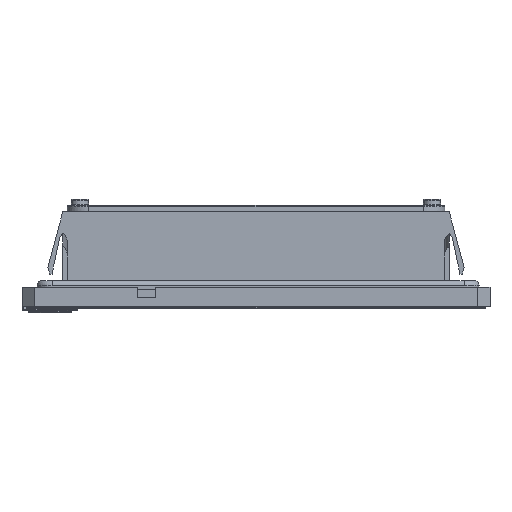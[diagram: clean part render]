
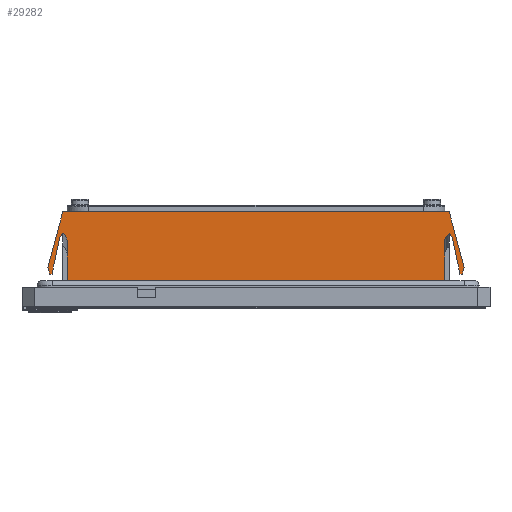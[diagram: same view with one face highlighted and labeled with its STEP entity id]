
A CAD part, left-side view. The second image highlights one B-rep face of the part: STEP entity #29282.
In plain terms, the highlighted planar face has unit normal (-1, 0, 0).
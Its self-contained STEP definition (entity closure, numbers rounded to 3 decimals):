
#611=ELLIPSE('',#31664,2.035,2.);
#614=ELLIPSE('',#31672,2.035,2.);
#1896=PLANE('',#31726);
#3165=FACE_OUTER_BOUND('',#5099,.T.);
#5099=EDGE_LOOP('',(#23410,#23411,#23412,#23413,#23414,#23415,#23416,#23417,
#23418,#23419,#23420,#23421,#23422,#23423,#23424,#23425));
#7030=LINE('',#58262,#8951);
#7046=LINE('',#58303,#8967);
#7056=LINE('',#58336,#8977);
#7062=LINE('',#58347,#8983);
#7063=LINE('',#58350,#8984);
#7066=LINE('',#58355,#8987);
#7069=LINE('',#58362,#8990);
#7073=LINE('',#58370,#8994);
#7076=LINE('',#58376,#8997);
#7079=LINE('',#58381,#9000);
#7126=LINE('',#58490,#9047);
#7136=LINE('',#58511,#9057);
#8951=VECTOR('',#38025,10.);
#8967=VECTOR('',#38067,10.);
#8977=VECTOR('',#38099,10.);
#8983=VECTOR('',#38107,10.);
#8984=VECTOR('',#38110,10.);
#8987=VECTOR('',#38115,10.);
#8990=VECTOR('',#38122,10.);
#8994=VECTOR('',#38128,10.);
#8997=VECTOR('',#38133,10.);
#9000=VECTOR('',#38138,10.);
#9047=VECTOR('',#38249,10.);
#9057=VECTOR('',#38277,10.);
#10600=CIRCLE('',#31669,2.);
#10601=CIRCLE('',#31675,2.);
#13073=VERTEX_POINT('',#58239);
#13084=VERTEX_POINT('',#58260);
#13093=VERTEX_POINT('',#58294);
#13094=VERTEX_POINT('',#58295);
#13099=VERTEX_POINT('',#58309);
#13102=VERTEX_POINT('',#58317);
#13103=VERTEX_POINT('',#58319);
#13104=VERTEX_POINT('',#58326);
#13107=VERTEX_POINT('',#58334);
#13108=VERTEX_POINT('',#58335);
#13112=VERTEX_POINT('',#58345);
#13113=VERTEX_POINT('',#58349);
#13115=VERTEX_POINT('',#58360);
#13116=VERTEX_POINT('',#58361);
#13119=VERTEX_POINT('',#58369);
#13121=VERTEX_POINT('',#58375);
#16593=EDGE_CURVE('',#13073,#13084,#7030,.T.);
#16609=EDGE_CURVE('',#13093,#13094,#611,.T.);
#16613=EDGE_CURVE('',#13084,#13094,#7046,.T.);
#16617=EDGE_CURVE('',#13093,#13099,#10600,.F.);
#16621=EDGE_CURVE('',#13103,#13102,#614,.F.);
#16625=EDGE_CURVE('',#13104,#13103,#10601,.F.);
#16629=EDGE_CURVE('',#13107,#13108,#7056,.T.);
#16635=EDGE_CURVE('',#13099,#13112,#7062,.T.);
#16636=EDGE_CURVE('',#13112,#13113,#7063,.T.);
#16639=EDGE_CURVE('',#13113,#13107,#7066,.T.);
#16642=EDGE_CURVE('',#13115,#13116,#7069,.T.);
#16646=EDGE_CURVE('',#13116,#13119,#7073,.T.);
#16649=EDGE_CURVE('',#13119,#13121,#7076,.T.);
#16652=EDGE_CURVE('',#13121,#13104,#7079,.T.);
#16707=EDGE_CURVE('',#13102,#13073,#7126,.T.);
#16717=EDGE_CURVE('',#13115,#13108,#7136,.T.);
#23410=ORIENTED_EDGE('',*,*,#16707,.T.);
#23411=ORIENTED_EDGE('',*,*,#16593,.T.);
#23412=ORIENTED_EDGE('',*,*,#16613,.T.);
#23413=ORIENTED_EDGE('',*,*,#16609,.F.);
#23414=ORIENTED_EDGE('',*,*,#16617,.T.);
#23415=ORIENTED_EDGE('',*,*,#16635,.T.);
#23416=ORIENTED_EDGE('',*,*,#16636,.T.);
#23417=ORIENTED_EDGE('',*,*,#16639,.T.);
#23418=ORIENTED_EDGE('',*,*,#16629,.T.);
#23419=ORIENTED_EDGE('',*,*,#16717,.F.);
#23420=ORIENTED_EDGE('',*,*,#16642,.T.);
#23421=ORIENTED_EDGE('',*,*,#16646,.T.);
#23422=ORIENTED_EDGE('',*,*,#16649,.T.);
#23423=ORIENTED_EDGE('',*,*,#16652,.T.);
#23424=ORIENTED_EDGE('',*,*,#16625,.T.);
#23425=ORIENTED_EDGE('',*,*,#16621,.T.);
#29282=ADVANCED_FACE('',(#3165),#1896,.T.);
#31664=AXIS2_PLACEMENT_3D('',#58296,#38059,#38060);
#31669=AXIS2_PLACEMENT_3D('',#58311,#38074,#38075);
#31672=AXIS2_PLACEMENT_3D('',#58320,#38082,#38083);
#31675=AXIS2_PLACEMENT_3D('',#58327,#38091,#38092);
#31726=AXIS2_PLACEMENT_3D('',#58510,#38275,#38276);
#38025=DIRECTION('',(0.,-1.,0.));
#38059=DIRECTION('center_axis',(-1.,0.,0.));
#38060=DIRECTION('ref_axis',(0.,0.,
1.));
#38067=DIRECTION('',(0.,0.,1.));
#38074=DIRECTION('center_axis',(-1.,0.,0.));
#38075=DIRECTION('ref_axis',(0.,-0.604,0.797));
#38082=DIRECTION('center_axis',(-1.,0.,0.));
#38083=DIRECTION('ref_axis',(0.,0.,
1.));
#38091=DIRECTION('center_axis',(-1.,0.,0.));
#38092=DIRECTION('ref_axis',(0.,0.604,0.797));
#38099=DIRECTION('',(0.,0.26,0.966));
#38107=DIRECTION('',(0.,-0.206,-0.979));
#38110=DIRECTION('',(0.,-1.,0.));
#38115=DIRECTION('',(0.,-0.316,0.949));
#38122=DIRECTION('',(0.,0.26,-0.966));
#38128=DIRECTION('',(0.,-0.316,-0.949));
#38133=DIRECTION('',(0.,-1.,0.));
#38138=DIRECTION('',(0.,-0.206,0.979));
#38249=DIRECTION('',(0.,0.,-1.));
#38275=DIRECTION('center_axis',(-1.,0.,0.));
#38276=DIRECTION('ref_axis',(0.,-1.,0.));
#38277=DIRECTION('',(0.,-1.,0.));
#58239=CARTESIAN_POINT('',(-33.137,37.177,-9.5));
#58260=CARTESIAN_POINT('',(-33.137,-50.823,-9.5));
#58262=CARTESIAN_POINT('',(-33.137,15.677,-9.5));
#58294=CARTESIAN_POINT('',(-33.137,-51.823,3.5));
#58295=CARTESIAN_POINT('',(-33.137,-50.823,1.738));
#58296=CARTESIAN_POINT('Origin',(-33.137,-52.823,1.738));
#58303=CARTESIAN_POINT('',(-33.137,-50.823,3.75));
#58309=CARTESIAN_POINT('',(-33.137,-52.572,2.318));
#58311=CARTESIAN_POINT('Origin',(-33.137,-50.614,1.906));
#58317=CARTESIAN_POINT('',(-33.137,37.177,1.738));
#58319=CARTESIAN_POINT('',(-33.137,38.177,3.5));
#58320=CARTESIAN_POINT('Origin',(-33.137,39.177,1.738));
#58326=CARTESIAN_POINT('',(-33.137,38.926,2.318));
#58327=CARTESIAN_POINT('Origin',(-33.137,36.969,1.906));
#58334=CARTESIAN_POINT('',(-33.137,-55.323,-4.5));
#58335=CARTESIAN_POINT('',(-33.137,-51.823,8.5));
#58336=CARTESIAN_POINT('',(-33.137,-55.323,-4.5));
#58345=CARTESIAN_POINT('',(-33.137,-54.323,-6.));
#58347=CARTESIAN_POINT('',(-33.137,-52.323,3.5));
#58349=CARTESIAN_POINT('',(-33.137,-54.823,-6.));
#58350=CARTESIAN_POINT('',(-33.137,-54.323,-6.));
#58355=CARTESIAN_POINT('',(-33.137,-54.823,-6.));
#58360=CARTESIAN_POINT('',(-33.137,38.177,8.5));
#58361=CARTESIAN_POINT('',(-33.137,41.677,-4.5));
#58362=CARTESIAN_POINT('',(-33.137,38.177,8.5));
#58369=CARTESIAN_POINT('',(-33.137,41.177,-6.));
#58370=CARTESIAN_POINT('',(-33.137,41.677,-4.5));
#58375=CARTESIAN_POINT('',(-33.137,40.677,-6.));
#58376=CARTESIAN_POINT('',(-33.137,41.177,-6.));
#58381=CARTESIAN_POINT('',(-33.137,40.677,-6.));
#58490=CARTESIAN_POINT('',(-33.137,37.177,3.75));
#58510=CARTESIAN_POINT('Origin',(-33.137,38.177,5.5));
#58511=CARTESIAN_POINT('',(-33.137,38.177,8.5));
